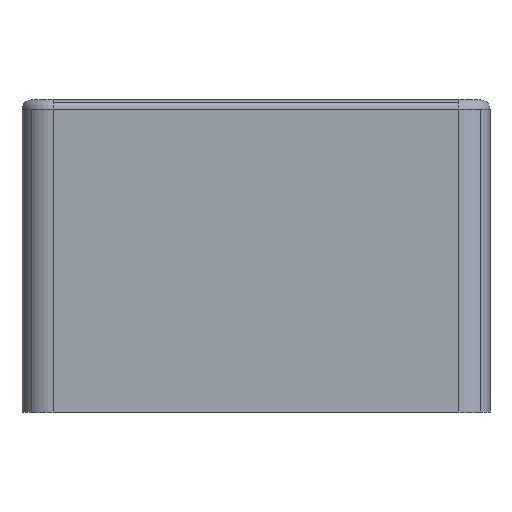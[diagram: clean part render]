
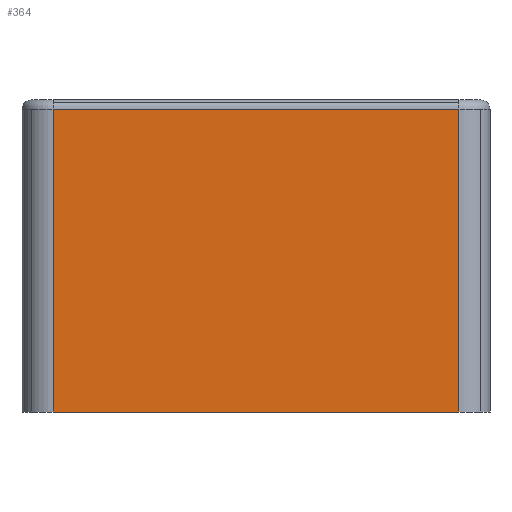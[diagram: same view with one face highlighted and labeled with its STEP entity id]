
A CAD part, front view. The second image highlights one B-rep face of the part: STEP entity #364.
In plain terms, the highlighted planar face has unit normal (0, -1, 0).
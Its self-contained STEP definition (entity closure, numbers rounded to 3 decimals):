
#364=ADVANCED_FACE('',(#734),#735,.T.);
#734=FACE_OUTER_BOUND('',#1100,.T.);
#735=PLANE('',#1101);
#1100=EDGE_LOOP('',(#2108,#2109,#2110,#2111));
#1101=AXIS2_PLACEMENT_3D('',#2112,#2113,#2114);
#2108=ORIENTED_EDGE('',*,*,#2202,.F.);
#2109=ORIENTED_EDGE('',*,*,#2557,.T.);
#2110=ORIENTED_EDGE('',*,*,#2558,.T.);
#2111=ORIENTED_EDGE('',*,*,#2177,.F.);
#2112=CARTESIAN_POINT('',(43.599,99.701,0.));
#2113=DIRECTION('',(0.0,-1.0,-0.0));
#2114=DIRECTION('',(-1.0,0.0,-0.0));
#2177=EDGE_CURVE('',#2592,#2594,#2595,.T.);
#2202=EDGE_CURVE('',#2634,#2592,#2636,.T.);
#2557=EDGE_CURVE('',#2634,#3141,#3142,.T.);
#2558=EDGE_CURVE('',#3141,#2594,#3143,.T.);
#2592=VERTEX_POINT('',#3183);
#2594=VERTEX_POINT('',#3185);
#2595=LINE('',#3186,#3187);
#2634=VERTEX_POINT('',#3235);
#2636=LINE('',#3237,#3238);
#3141=VERTEX_POINT('',#3848);
#3142=LINE('',#3849,#3850);
#3143=LINE('',#3851,#3852);
#3183=CARTESIAN_POINT('',(108.599,99.701,-3.));
#3185=CARTESIAN_POINT('',(108.599,99.701,-100.));
#3186=CARTESIAN_POINT('',(108.599,99.701,0.));
#3187=VECTOR('',#3888,1.0);
#3235=CARTESIAN_POINT('',(-21.401,99.701,-3.));
#3237=CARTESIAN_POINT('',(43.599,99.701,-3.));
#3238=VECTOR('',#3928,1.0);
#3848=CARTESIAN_POINT('',(-21.401,99.701,-100.));
#3849=CARTESIAN_POINT('',(-21.401,99.701,0.));
#3850=VECTOR('',#4469,1.0);
#3851=CARTESIAN_POINT('',(-21.401,99.701,-100.));
#3852=VECTOR('',#4470,1.0);
#3888=DIRECTION('',(0.0,0.0,-1.0));
#3928=DIRECTION('',(1.0,0.0,0.0));
#4469=DIRECTION('',(0.0,0.0,-1.0));
#4470=DIRECTION('',(1.0,0.0,0.0));
